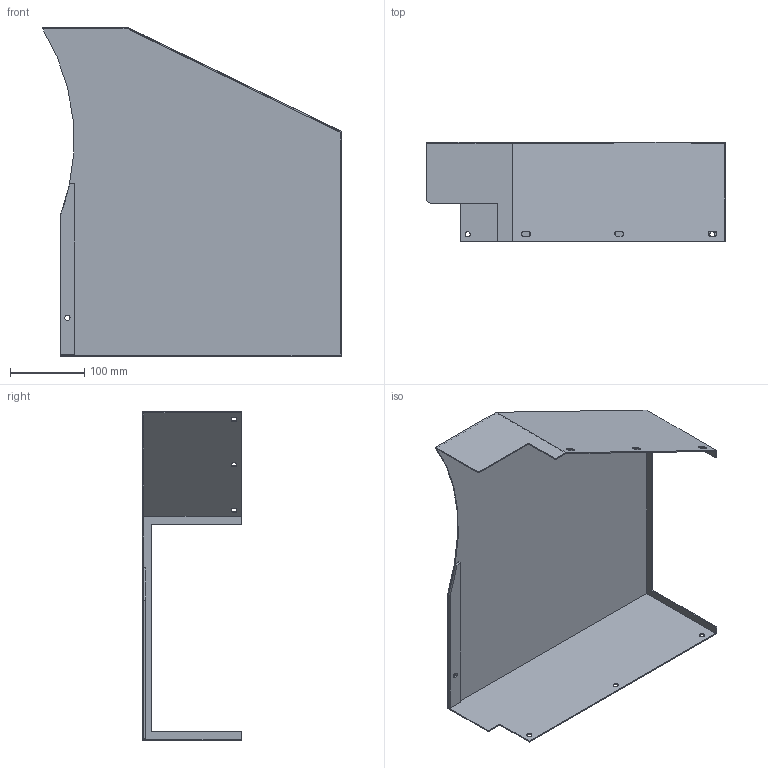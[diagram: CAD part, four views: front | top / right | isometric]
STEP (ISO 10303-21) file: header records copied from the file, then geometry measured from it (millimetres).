
FILE_DESCRIPTION (( 'STEP AP203' ), '1' );
FILE_NAME ('133385.STEP', '2018-03-13T10:01:19', ( '' ), ( '' ), 'SwSTEP 2.0', 'SolidWorks 2013', '' );
FILE_SCHEMA (( 'CONFIG_CONTROL_DESIGN' ));
Length unit declared in the file: millimetre
Products named in the file (1): 133385
Bounding box: 402.82 x 133.5 x 443 mm (x, y, z)
Volume: 391400.1 mm3; surface area: 518294.1 mm2
Topology: 2 solids, 2 shells, 55 faces, 152 edges, 101 vertices
Faces by surface type: plane 33, cylinder 22
Entity records: 1869 total; most frequent: CARTESIAN_POINT 309, DIRECTION 308, ORIENTED_EDGE 304, EDGE_CURVE 152, LINE 108, VECTOR 108, VERTEX_POINT 101, AXIS2_PLACEMENT_3D 100
